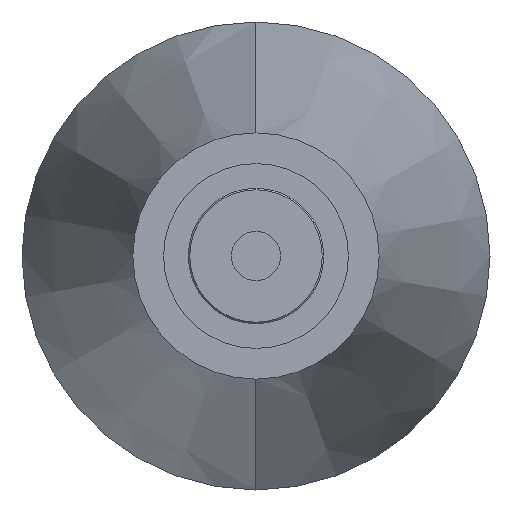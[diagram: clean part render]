
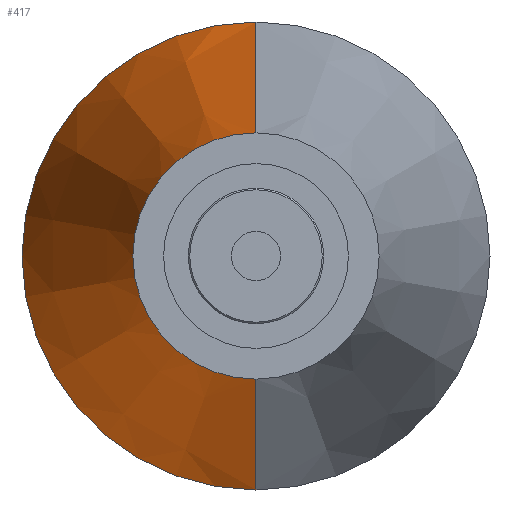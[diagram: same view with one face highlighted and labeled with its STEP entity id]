
A CAD part, left-side view. The second image highlights one B-rep face of the part: STEP entity #417.
In plain terms, the highlighted conical face has half-angle 13.861 degrees and reference radius 38 mm.
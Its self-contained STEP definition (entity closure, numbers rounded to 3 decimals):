
#16 = VERTEX_POINT ( 'NONE', #543 ) ;
#26 = FACE_OUTER_BOUND ( 'NONE', #522, .T. ) ;
#53 = ORIENTED_EDGE ( 'NONE', *, *, #286, .T. ) ;
#68 = AXIS2_PLACEMENT_3D ( 'NONE', #327, #403, #80 ) ;
#71 = ORIENTED_EDGE ( 'NONE', *, *, #99, .F. ) ;
#80 = DIRECTION ( 'NONE',  ( 0., 0., 1. ) ) ;
#99 = EDGE_CURVE ( 'NONE', #172, #201, #592, .T. ) ;
#103 = DIRECTION ( 'NONE',  ( -1., 0., 0. ) ) ;
#105 = AXIS2_PLACEMENT_3D ( 'NONE', #210, #366, #361 ) ;
#150 = CARTESIAN_POINT ( 'NONE',  ( 67.5, 0., -20. ) ) ;
#172 = VERTEX_POINT ( 'NONE', #150 ) ;
#190 = ORIENTED_EDGE ( 'NONE', *, *, #520, .T. ) ;
#201 = VERTEX_POINT ( 'NONE', #571 ) ;
#202 = DIRECTION ( 'NONE',  ( 0.971, 0., 0.24 ) ) ;
#210 = CARTESIAN_POINT ( 'NONE',  ( 140.45, 0., 0. ) ) ;
#231 = ORIENTED_EDGE ( 'NONE', *, *, #246, .F. ) ;
#237 = CARTESIAN_POINT ( 'NONE',  ( 67.5, 0., 0. ) ) ;
#239 = AXIS2_PLACEMENT_3D ( 'NONE', #237, #103, #298 ) ;
#246 = EDGE_CURVE ( 'NONE', #16, #172, #497, .T. ) ;
#264 = CARTESIAN_POINT ( 'NONE',  ( 140.45, 0., 38. ) ) ;
#265 = CARTESIAN_POINT ( 'NONE',  ( 140.45, 0., 38. ) ) ;
#286 = EDGE_CURVE ( 'NONE', #16, #372, #348, .T. ) ;
#298 = DIRECTION ( 'NONE',  ( 0., 0., 1. ) ) ;
#318 = VECTOR ( 'NONE', #202, 1000. ) ;
#319 = VECTOR ( 'NONE', #555, 1000. ) ;
#327 = CARTESIAN_POINT ( 'NONE',  ( 140.45, 0., 0. ) ) ;
#339 = CIRCLE ( 'NONE', #68, 38. ) ;
#348 = LINE ( 'NONE', #265, #318 ) ;
#361 = DIRECTION ( 'NONE',  ( 0., 0., -1. ) ) ;
#366 = DIRECTION ( 'NONE',  ( 1., 0., 0. ) ) ;
#372 = VERTEX_POINT ( 'NONE', #264 ) ;
#403 = DIRECTION ( 'NONE',  ( -1., 0., 0. ) ) ;
#415 = CARTESIAN_POINT ( 'NONE',  ( 140.45, 0., -38. ) ) ;
#417 = ADVANCED_FACE ( 'NONE', ( #26 ), #473, .T. ) ;
#473 = CONICAL_SURFACE ( 'NONE', #105, 38., 0.242 ) ;
#497 = CIRCLE ( 'NONE', #239, 20. ) ;
#520 = EDGE_CURVE ( 'NONE', #372, #201, #339, .T. ) ;
#522 = EDGE_LOOP ( 'NONE', ( #231, #53, #190, #71 ) ) ;
#543 = CARTESIAN_POINT ( 'NONE',  ( 67.5, 0., 20. ) ) ;
#555 = DIRECTION ( 'NONE',  ( 0.971, 0., -0.24 ) ) ;
#571 = CARTESIAN_POINT ( 'NONE',  ( 140.45, 0., -38. ) ) ;
#592 = LINE ( 'NONE', #415, #319 ) ;
